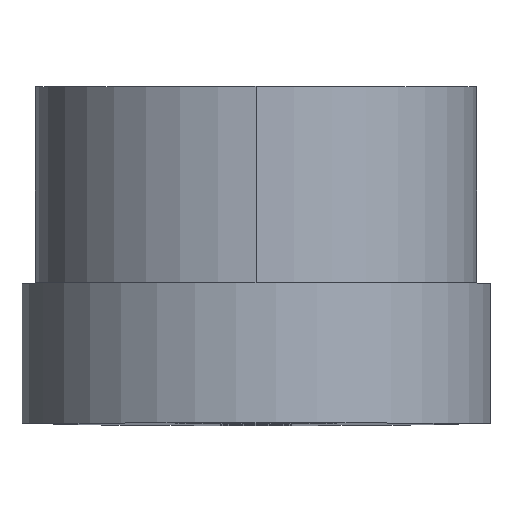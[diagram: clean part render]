
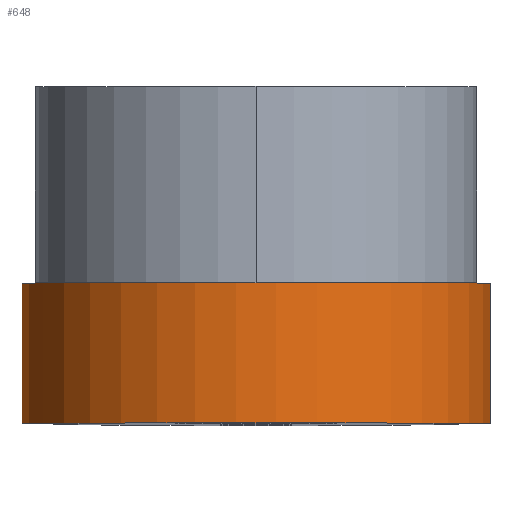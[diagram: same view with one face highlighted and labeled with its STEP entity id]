
A CAD part, top view. The second image highlights one B-rep face of the part: STEP entity #648.
In plain terms, the highlighted cylindrical face has radius 3.35 mm (diameter 6.7 mm), a partial arc.
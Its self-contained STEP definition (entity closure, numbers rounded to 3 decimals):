
#26 = LINE ( 'NONE', #719, #841 ) ;
#84 = VERTEX_POINT ( 'NONE', #102 ) ;
#95 = ORIENTED_EDGE ( 'NONE', *, *, #170, .F. ) ;
#102 = CARTESIAN_POINT ( 'NONE',  ( 3.338, 0., -0.284 ) ) ;
#162 = ORIENTED_EDGE ( 'NONE', *, *, #768, .T. ) ;
#170 = EDGE_CURVE ( 'NONE', #537, #84, #26, .T. ) ;
#173 = DIRECTION ( 'NONE',  ( 0., 0., 1. ) ) ;
#232 = DIRECTION ( 'NONE',  ( 0., 1., 0. ) ) ;
#298 = CARTESIAN_POINT ( 'NONE',  ( 0., 2., 0. ) ) ;
#318 = AXIS2_PLACEMENT_3D ( 'NONE', #298, #232, #921 ) ;
#327 = CARTESIAN_POINT ( 'NONE',  ( 0., 0., 0. ) ) ;
#335 = ORIENTED_EDGE ( 'NONE', *, *, #428, .F. ) ;
#355 = VECTOR ( 'NONE', #650, 1000. ) ;
#370 = ORIENTED_EDGE ( 'NONE', *, *, #922, .T. ) ;
#410 = VERTEX_POINT ( 'NONE', #667 ) ;
#419 = DIRECTION ( 'NONE',  ( 0., -1., 0. ) ) ;
#428 = EDGE_CURVE ( 'NONE', #807, #537, #974, .T. ) ;
#437 = CARTESIAN_POINT ( 'NONE',  ( -3.338, 2., -0.284 ) ) ;
#448 = DIRECTION ( 'NONE',  ( 0., -1., 0. ) ) ;
#537 = VERTEX_POINT ( 'NONE', #569 ) ;
#569 = CARTESIAN_POINT ( 'NONE',  ( 3.338, 2., -0.284 ) ) ;
#603 = CIRCLE ( 'NONE', #858, 3.35 ) ;
#624 = DIRECTION ( 'NONE',  ( 0., 1., 0. ) ) ;
#648 = ADVANCED_FACE ( 'NONE', ( #982 ), #961, .T. ) ;
#650 = DIRECTION ( 'NONE',  ( 0., -1., 0. ) ) ;
#654 = LINE ( 'NONE', #897, #355 ) ;
#667 = CARTESIAN_POINT ( 'NONE',  ( -3.338, 0., -0.284 ) ) ;
#719 = CARTESIAN_POINT ( 'NONE',  ( 3.338, 2., -0.284 ) ) ;
#728 = EDGE_LOOP ( 'NONE', ( #162, #95, #335, #370 ) ) ;
#739 = AXIS2_PLACEMENT_3D ( 'NONE', #898, #448, #741 ) ;
#741 = DIRECTION ( 'NONE',  ( 0., 0., -1. ) ) ;
#768 = EDGE_CURVE ( 'NONE', #410, #84, #603, .T. ) ;
#807 = VERTEX_POINT ( 'NONE', #437 ) ;
#841 = VECTOR ( 'NONE', #419, 1000. ) ;
#858 = AXIS2_PLACEMENT_3D ( 'NONE', #327, #624, #173 ) ;
#897 = CARTESIAN_POINT ( 'NONE',  ( -3.338, 2., -0.284 ) ) ;
#898 = CARTESIAN_POINT ( 'NONE',  ( 0., 2., 0. ) ) ;
#921 = DIRECTION ( 'NONE',  ( 0., 0., 1. ) ) ;
#922 = EDGE_CURVE ( 'NONE', #807, #410, #654, .T. ) ;
#961 = CYLINDRICAL_SURFACE ( 'NONE', #739, 3.35 ) ;
#974 = CIRCLE ( 'NONE', #318, 3.35 ) ;
#982 = FACE_OUTER_BOUND ( 'NONE', #728, .T. ) ;
